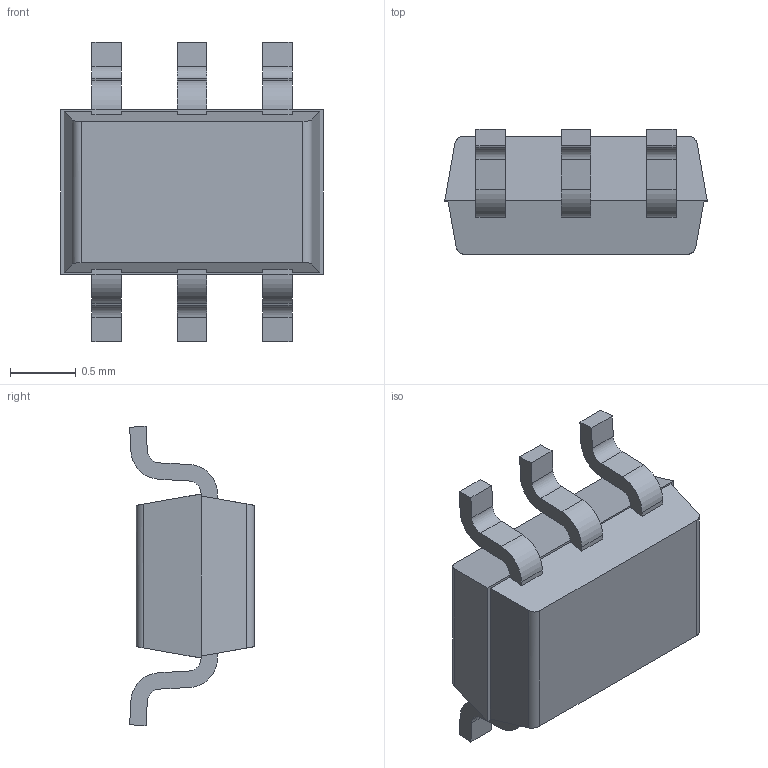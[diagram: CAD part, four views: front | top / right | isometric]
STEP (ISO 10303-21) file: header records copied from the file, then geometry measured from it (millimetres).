
FILE_DESCRIPTION((''),'2;1');
FILE_NAME('MAA06_ASM','2012-02-09T',('CKXSSC'),(''),'PRO/ENGINEER BY PARAMETRIC TECHNOLOGY CORPORATION, 2011220','PRO/ENGINEER BY PARAMETRIC TECHNOLOGY CORPORATION, 2011220','');
FILE_SCHEMA(('AUTOMOTIVE_DESIGN_CC2 { 1 2 10303 214 -1 1 5 2 }'));
Length unit declared in the file: millimetre
Products named in the file (3): BODY_MAA06; LEADS_MAA06; MAA06_ASM
Assembly tree (2 placements, depth 2):
  MAA06_ASM
    BODY_MAA06
    LEADS_MAA06
Bounding box: 2 x 0.95 x 2.28 mm (x, y, z)
Volume: 2.1 mm3; surface area: 13.7 mm2
Topology: 7 solids, 7 shells, 99 faces, 252 edges, 168 vertices
Faces by surface type: plane 71, cylinder 28
Entity records: 3894 total; most frequent: CARTESIAN_POINT 568, ORIENTED_EDGE 504, DIRECTION 500, PRESENTATION_STYLE_ASSIGNMENT 259, STYLED_ITEM 259, CURVE_STYLE 252, EDGE_CURVE 252, VECTOR 196
